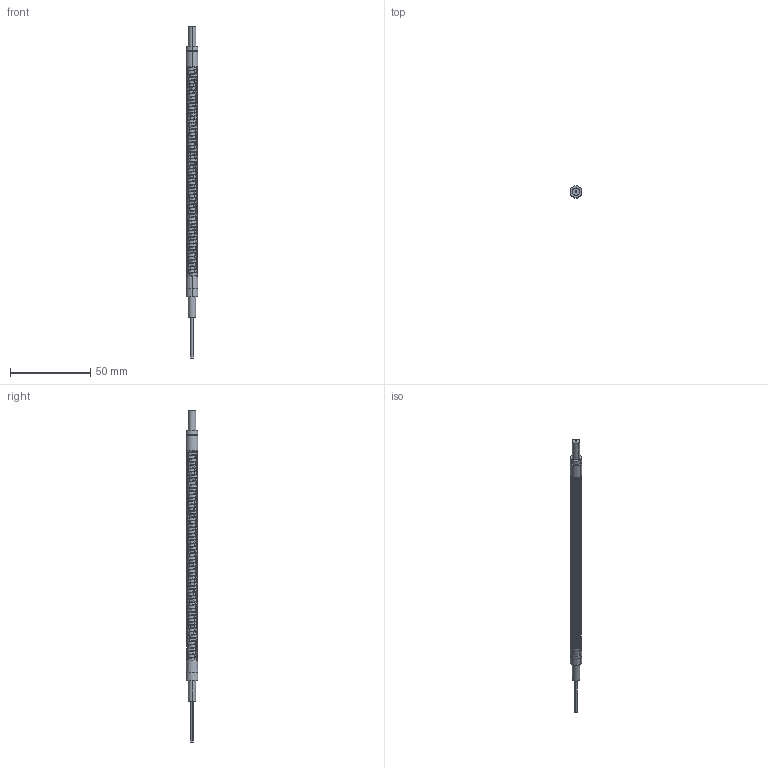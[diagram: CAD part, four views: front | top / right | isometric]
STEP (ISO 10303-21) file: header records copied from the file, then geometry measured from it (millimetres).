
FILE_DESCRIPTION((''),'2;1');
FILE_NAME('193316_ASM','2016-02-10T',('pdmadmin'),(''),'PRO/ENGINEER BY PARAMETRIC TECHNOLOGY CORPORATION, 2013230','PRO/ENGINEER BY PARAMETRIC TECHNOLOGY CORPORATION, 2013230','');
FILE_SCHEMA(('CONFIG_CONTROL_DESIGN'));
Length unit declared in the file: inch
Products named in the file (7): COLLAR_-5_X_-29; SS_TUBING_25; TERMINUS_-29; PROBE_-18_X_-50; PROBE_-06_X_1-0; 17325_ASM; 193316_ASM
Assembly tree (7 placements, depth 3):
  193316_ASM
    17325_ASM
      COLLAR_-5_X_-29
      SS_TUBING_25  x2
      TERMINUS_-29
      PROBE_-18_X_-50
      PROBE_-06_X_1-0
Bounding box: 7.37 x 7.37 x 206.74 mm (x, y, z)
Volume: 1925.8 mm3; surface area: 11977.8 mm2
Topology: 6 solids, 6 shells, 263 faces, 542 edges, 294 vertices
Faces by surface type: bspline 216, cylinder 26, plane 15, cone 6
Entity records: 29400 total; most frequent: CARTESIAN_POINT 26515, ORIENTED_EDGE 628, DIRECTION 390, EDGE_CURVE 314, VERTEX_POINT 174, EDGE_LOOP 164, FACE_OUTER_BOUND 153, ADVANCED_FACE 153
